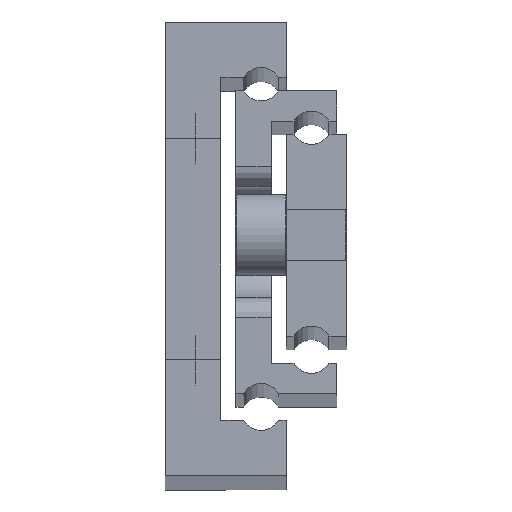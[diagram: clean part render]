
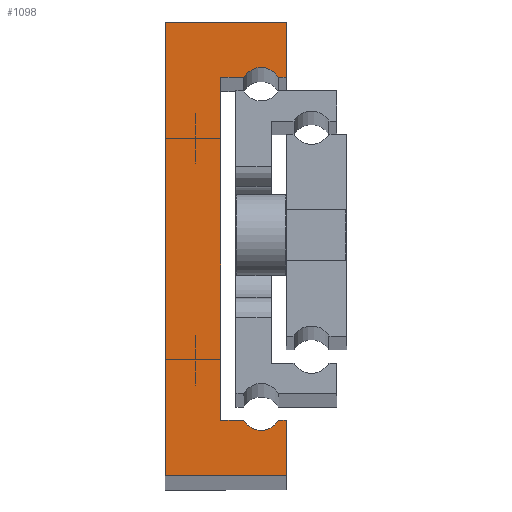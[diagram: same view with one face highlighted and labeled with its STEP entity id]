
A CAD part, top view. The second image highlights one B-rep face of the part: STEP entity #1098.
In plain terms, the highlighted planar face has unit normal (0, 0, 1).
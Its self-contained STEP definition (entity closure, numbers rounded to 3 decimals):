
#4 = FACE_OUTER_BOUND ( 'NONE', #2996, .T. ) ;
#17 = CARTESIAN_POINT ( 'NONE',  ( 9.5, 16., 400. ) ) ;
#63 = VERTEX_POINT ( 'NONE', #3405 ) ;
#73 = EDGE_CURVE ( 'NONE', #63, #2079, #527, .T. ) ;
#80 = VECTOR ( 'NONE', #465, 1000. ) ;
#173 = LINE ( 'NONE', #3113, #1459 ) ;
#177 = EDGE_CURVE ( 'NONE', #1290, #528, #2619, .T. ) ;
#188 = CARTESIAN_POINT ( 'NONE',  ( 12., -22.5, 400. ) ) ;
#190 = AXIS2_PLACEMENT_3D ( 'NONE', #17, #840, #1662 ) ;
#197 = VECTOR ( 'NONE', #1285, 1000. ) ;
#268 = VECTOR ( 'NONE', #1121, 1000. ) ;
#331 = EDGE_CURVE ( 'NONE', #575, #528, #1437, .T. ) ;
#404 = EDGE_CURVE ( 'NONE', #2732, #2079, #2096, .T. ) ;
#417 = LINE ( 'NONE', #948, #197 ) ;
#465 = DIRECTION ( 'NONE',  ( 1., 0., 0. ) ) ;
#475 = VECTOR ( 'NONE', #3325, 1000. ) ;
#495 = DIRECTION ( 'NONE',  ( 1., 0., 0. ) ) ;
#527 = CIRCLE ( 'NONE', #979, 2. ) ;
#528 = VERTEX_POINT ( 'NONE', #3211 ) ;
#532 = VERTEX_POINT ( 'NONE', #2719 ) ;
#569 = ORIENTED_EDGE ( 'NONE', *, *, #2496, .T. ) ;
#575 = VERTEX_POINT ( 'NONE', #1846 ) ;
#704 = CARTESIAN_POINT ( 'NONE',  ( 12., 22.5, 400. ) ) ;
#738 = CARTESIAN_POINT ( 'NONE',  ( 12., -17., 400. ) ) ;
#743 = DIRECTION ( 'NONE',  ( 0., 0., 1. ) ) ;
#749 = DIRECTION ( 'NONE',  ( -1., 0., 0. ) ) ;
#766 = DIRECTION ( 'NONE',  ( 1., 0., 0. ) ) ;
#840 = DIRECTION ( 'NONE',  ( 0., 0., 1. ) ) ;
#852 = CARTESIAN_POINT ( 'NONE',  ( 11.232, -17., 400. ) ) ;
#890 = EDGE_CURVE ( 'NONE', #1082, #1255, #417, .T. ) ;
#948 = CARTESIAN_POINT ( 'NONE',  ( 12., 17., 400. ) ) ;
#979 = AXIS2_PLACEMENT_3D ( 'NONE', #986, #743, #495 ) ;
#983 = AXIS2_PLACEMENT_3D ( 'NONE', #1083, #2160, #766 ) ;
#986 = CARTESIAN_POINT ( 'NONE',  ( 9.5, -16., 400. ) ) ;
#994 = ORIENTED_EDGE ( 'NONE', *, *, #331, .T. ) ;
#1067 = EDGE_CURVE ( 'NONE', #63, #3468, #3489, .T. ) ;
#1068 = CARTESIAN_POINT ( 'NONE',  ( 7.768, -17., 400. ) ) ;
#1082 = VERTEX_POINT ( 'NONE', #2108 ) ;
#1083 = CARTESIAN_POINT ( 'NONE',  ( 9.5, -16., 400. ) ) ;
#1098 = ADVANCED_FACE ( 'NONE', ( #4 ), #1359, .T. ) ;
#1121 = DIRECTION ( 'NONE',  ( 0., -1., 0. ) ) ;
#1156 = ORIENTED_EDGE ( 'NONE', *, *, #404, .T. ) ;
#1158 = VERTEX_POINT ( 'NONE', #1178 ) ;
#1178 = CARTESIAN_POINT ( 'NONE',  ( 0., 22.5, 400. ) ) ;
#1213 = ORIENTED_EDGE ( 'NONE', *, *, #3041, .T. ) ;
#1226 = VECTOR ( 'NONE', #2350, 1000. ) ;
#1255 = VERTEX_POINT ( 'NONE', #3063 ) ;
#1285 = DIRECTION ( 'NONE',  ( 0., 1., 0. ) ) ;
#1290 = VERTEX_POINT ( 'NONE', #1528 ) ;
#1304 = VERTEX_POINT ( 'NONE', #2591 ) ;
#1359 = PLANE ( 'NONE',  #983 ) ;
#1415 = CARTESIAN_POINT ( 'NONE',  ( 0., 22.5, 400. ) ) ;
#1437 = LINE ( 'NONE', #2808, #80 ) ;
#1459 = VECTOR ( 'NONE', #2048, 1000. ) ;
#1494 = DIRECTION ( 'NONE',  ( -1., 0., 0. ) ) ;
#1525 = LINE ( 'NONE', #704, #1778 ) ;
#1528 = CARTESIAN_POINT ( 'NONE',  ( 11.232, 17., 400. ) ) ;
#1575 = DIRECTION ( 'NONE',  ( 0., 1., 0. ) ) ;
#1591 = LINE ( 'NONE', #188, #1226 ) ;
#1662 = DIRECTION ( 'NONE',  ( 1., 0., 0. ) ) ;
#1778 = VECTOR ( 'NONE', #1494, 1000. ) ;
#1805 = EDGE_CURVE ( 'NONE', #1290, #1082, #173, .T. ) ;
#1837 = EDGE_CURVE ( 'NONE', #1255, #1158, #1525, .T. ) ;
#1846 = CARTESIAN_POINT ( 'NONE',  ( 5.5, 17., 400. ) ) ;
#1944 = EDGE_CURVE ( 'NONE', #1304, #2732, #1591, .T. ) ;
#1950 = ORIENTED_EDGE ( 'NONE', *, *, #1944, .T. ) ;
#1966 = CARTESIAN_POINT ( 'NONE',  ( 5.5, -17., 400. ) ) ;
#1987 = DIRECTION ( 'NONE',  ( 1., 0., 0. ) ) ;
#2048 = DIRECTION ( 'NONE',  ( 1., 0., 0. ) ) ;
#2079 = VERTEX_POINT ( 'NONE', #852 ) ;
#2096 = LINE ( 'NONE', #738, #475 ) ;
#2108 = CARTESIAN_POINT ( 'NONE',  ( 12., 17., 400. ) ) ;
#2130 = VECTOR ( 'NONE', #1575, 1000. ) ;
#2160 = DIRECTION ( 'NONE',  ( 0., 0., 1. ) ) ;
#2261 = ORIENTED_EDGE ( 'NONE', *, *, #177, .F. ) ;
#2274 = CARTESIAN_POINT ( 'NONE',  ( 0., -22.5, 400. ) ) ;
#2296 = VECTOR ( 'NONE', #749, 1000. ) ;
#2315 = ORIENTED_EDGE ( 'NONE', *, *, #1805, .T. ) ;
#2350 = DIRECTION ( 'NONE',  ( 0., 1., 0. ) ) ;
#2355 = EDGE_CURVE ( 'NONE', #3468, #575, #2596, .T. ) ;
#2381 = ORIENTED_EDGE ( 'NONE', *, *, #73, .F. ) ;
#2496 = EDGE_CURVE ( 'NONE', #532, #1304, #2546, .T. ) ;
#2546 = LINE ( 'NONE', #2274, #3424 ) ;
#2591 = CARTESIAN_POINT ( 'NONE',  ( 12., -22.5, 400. ) ) ;
#2596 = LINE ( 'NONE', #2647, #2130 ) ;
#2619 = CIRCLE ( 'NONE', #190, 2. ) ;
#2647 = CARTESIAN_POINT ( 'NONE',  ( 5.5, -17., 400. ) ) ;
#2719 = CARTESIAN_POINT ( 'NONE',  ( 0., -22.5, 400. ) ) ;
#2732 = VERTEX_POINT ( 'NONE', #3153 ) ;
#2808 = CARTESIAN_POINT ( 'NONE',  ( 5.5, 17., 400. ) ) ;
#2878 = ORIENTED_EDGE ( 'NONE', *, *, #890, .T. ) ;
#2920 = ORIENTED_EDGE ( 'NONE', *, *, #1067, .T. ) ;
#2996 = EDGE_LOOP ( 'NONE', ( #2878, #3291, #1213, #569, #1950, #1156, #2381, #2920, #3475, #994, #2261, #2315 ) ) ;
#3023 = LINE ( 'NONE', #1415, #268 ) ;
#3041 = EDGE_CURVE ( 'NONE', #1158, #532, #3023, .T. ) ;
#3063 = CARTESIAN_POINT ( 'NONE',  ( 12., 22.5, 400. ) ) ;
#3113 = CARTESIAN_POINT ( 'NONE',  ( 11.232, 17., 400. ) ) ;
#3153 = CARTESIAN_POINT ( 'NONE',  ( 12., -17., 400. ) ) ;
#3211 = CARTESIAN_POINT ( 'NONE',  ( 7.768, 17., 400. ) ) ;
#3291 = ORIENTED_EDGE ( 'NONE', *, *, #1837, .T. ) ;
#3325 = DIRECTION ( 'NONE',  ( -1., 0., 0. ) ) ;
#3405 = CARTESIAN_POINT ( 'NONE',  ( 7.768, -17., 400. ) ) ;
#3424 = VECTOR ( 'NONE', #1987, 1000. ) ;
#3468 = VERTEX_POINT ( 'NONE', #1966 ) ;
#3475 = ORIENTED_EDGE ( 'NONE', *, *, #2355, .T. ) ;
#3489 = LINE ( 'NONE', #1068, #2296 ) ;
